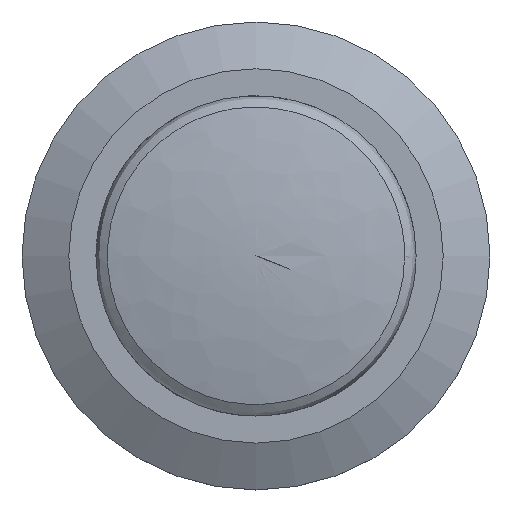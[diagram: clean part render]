
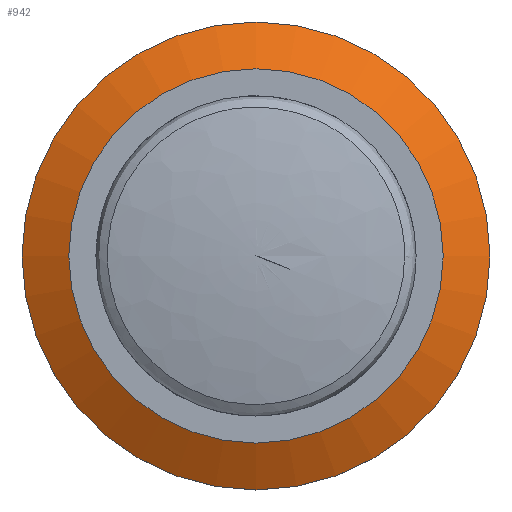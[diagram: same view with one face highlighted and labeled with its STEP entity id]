
A CAD part, top view. The second image highlights one B-rep face of the part: STEP entity #942.
In plain terms, the highlighted conical face has half-angle 62.241 degrees and reference radius 8.55 mm.
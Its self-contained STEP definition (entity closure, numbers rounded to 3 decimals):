
#15=CONICAL_SURFACE('',#1028,8.55,1.086);
#68=CIRCLE('',#1026,9.5);
#69=CIRCLE('',#1027,9.5);
#70=CIRCLE('',#1029,7.6);
#71=CIRCLE('',#1030,7.6);
#105=FACE_OUTER_BOUND('',#161,.T.);
#161=EDGE_LOOP('',(#768,#769,#770,#771,#772,#773));
#256=LINE('',#3912,#328);
#328=VECTOR('',#1171,8.55);
#429=VERTEX_POINT('',#3902);
#430=VERTEX_POINT('',#3903);
#431=VERTEX_POINT('',#3908);
#432=VERTEX_POINT('',#3909);
#548=EDGE_CURVE('',#429,#430,#68,.T.);
#549=EDGE_CURVE('',#430,#429,#69,.T.);
#551=EDGE_CURVE('',#431,#432,#70,.T.);
#552=EDGE_CURVE('',#432,#431,#71,.T.);
#553=EDGE_CURVE('',#432,#430,#256,.T.);
#768=ORIENTED_EDGE('',*,*,#551,.F.);
#769=ORIENTED_EDGE('',*,*,#552,.F.);
#770=ORIENTED_EDGE('',*,*,#553,.T.);
#771=ORIENTED_EDGE('',*,*,#549,.T.);
#772=ORIENTED_EDGE('',*,*,#548,.T.);
#773=ORIENTED_EDGE('',*,*,#553,.F.);
#942=ADVANCED_FACE('',(#105),#15,.T.);
#1026=AXIS2_PLACEMENT_3D('',#3904,#1160,#1161);
#1027=AXIS2_PLACEMENT_3D('',#3905,#1162,#1163);
#1028=AXIS2_PLACEMENT_3D('',#3907,#1165,#1166);
#1029=AXIS2_PLACEMENT_3D('',#3910,#1167,#1168);
#1030=AXIS2_PLACEMENT_3D('',#3911,#1169,#1170);
#1160=DIRECTION('center_axis',(0.,0.,1.));
#1161=DIRECTION('ref_axis',(1.,0.,0.));
#1162=DIRECTION('center_axis',(0.,0.,1.));
#1163=DIRECTION('ref_axis',(1.,0.,0.));
#1165=DIRECTION('center_axis',(0.,0.,-1.));
#1166=DIRECTION('ref_axis',(1.,0.,0.));
#1167=DIRECTION('center_axis',(0.,0.,1.));
#1168=DIRECTION('ref_axis',(1.,0.,0.));
#1169=DIRECTION('center_axis',(0.,0.,1.));
#1170=DIRECTION('ref_axis',(1.,0.,0.));
#1171=DIRECTION('',(-0.885,0.,-0.466));
#3902=CARTESIAN_POINT('',(9.5,0.,14.));
#3903=CARTESIAN_POINT('',(-9.5,0.,14.));
#3904=CARTESIAN_POINT('Origin',(0.,0.,14.));
#3905=CARTESIAN_POINT('Origin',(0.,0.,14.));
#3907=CARTESIAN_POINT('Origin',(0.,0.,14.5));
#3908=CARTESIAN_POINT('',(7.6,0.,15.));
#3909=CARTESIAN_POINT('',(-7.6,0.,15.));
#3910=CARTESIAN_POINT('Origin',(0.,0.,15.));
#3911=CARTESIAN_POINT('Origin',(0.,0.,15.));
#3912=CARTESIAN_POINT('',(-8.55,0.,14.5));
